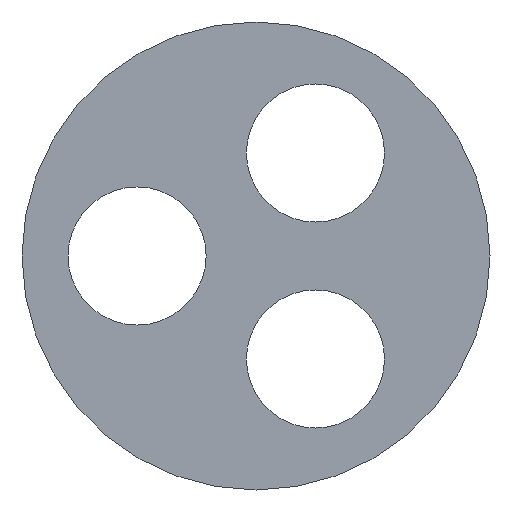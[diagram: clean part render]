
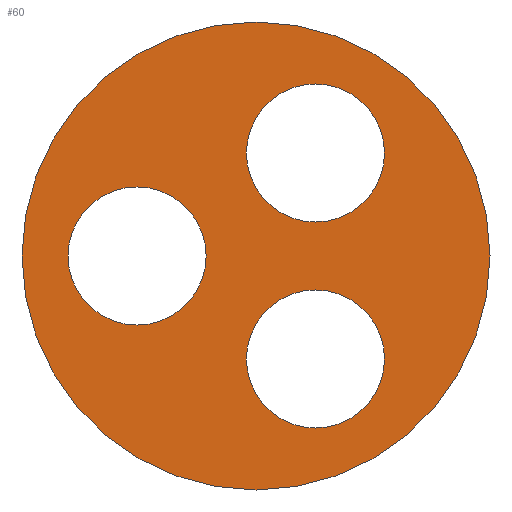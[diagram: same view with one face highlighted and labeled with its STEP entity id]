
A CAD part, left-side view. The second image highlights one B-rep face of the part: STEP entity #60.
In plain terms, the highlighted planar face has unit normal (-1, 0, 0).
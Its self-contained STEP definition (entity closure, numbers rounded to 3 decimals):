
#60 = ADVANCED_FACE( '', ( #144, #145, #146, #147 ), #148, .F. );
#144 = FACE_BOUND( '', #259, .T. );
#145 = FACE_BOUND( '', #260, .T. );
#146 = FACE_BOUND( '', #261, .T. );
#147 = FACE_OUTER_BOUND( '', #262, .T. );
#148 = PLANE( '', #263 );
#259 = EDGE_LOOP( '', ( #375 ) );
#260 = EDGE_LOOP( '', ( #376 ) );
#261 = EDGE_LOOP( '', ( #377 ) );
#262 = EDGE_LOOP( '', ( #378 ) );
#263 = AXIS2_PLACEMENT_3D( '', #379, #380, #381 );
#375 = ORIENTED_EDGE( '', *, *, #657, .T. );
#376 = ORIENTED_EDGE( '', *, *, #655, .T. );
#377 = ORIENTED_EDGE( '', *, *, #658, .T. );
#378 = ORIENTED_EDGE( '', *, *, #659, .F. );
#379 = CARTESIAN_POINT( '', ( 0., 0., 0. ) );
#380 = DIRECTION( '', ( 1., 0., 0. ) );
#381 = DIRECTION( '', ( 0., 0., -1. ) );
#655 = EDGE_CURVE( '', #772, #772, #773, .T. );
#657 = EDGE_CURVE( '', #775, #775, #776, .T. );
#658 = EDGE_CURVE( '', #777, #777, #778, .T. );
#659 = EDGE_CURVE( '', #779, #779, #780, .T. );
#772 = VERTEX_POINT( '', #942 );
#773 = CIRCLE( '', #943, 4.5 );
#775 = VERTEX_POINT( '', #945 );
#776 = CIRCLE( '', #946, 4.5 );
#777 = VERTEX_POINT( '', #947 );
#778 = CIRCLE( '', #948, 4.5 );
#779 = VERTEX_POINT( '', #949 );
#780 = CIRCLE( '', #950, 15.25 );
#942 = CARTESIAN_POINT( '', ( 0., 7.75, -4.5 ) );
#943 = AXIS2_PLACEMENT_3D( '', #1159, #1160, #1161 );
#945 = CARTESIAN_POINT( '', ( 0., -3.875, 2.212 ) );
#946 = AXIS2_PLACEMENT_3D( '', #1162, #1163, #1164 );
#947 = CARTESIAN_POINT( '', ( 0., -3.875, -11.212 ) );
#948 = AXIS2_PLACEMENT_3D( '', #1165, #1166, #1167 );
#949 = CARTESIAN_POINT( '', ( 0., 0., -15.25 ) );
#950 = AXIS2_PLACEMENT_3D( '', #1168, #1169, #1170 );
#1159 = CARTESIAN_POINT( '', ( 0., 7.75, 0. ) );
#1160 = DIRECTION( '', ( 1., 0., 0. ) );
#1161 = DIRECTION( '', ( 0., 0., -1. ) );
#1162 = CARTESIAN_POINT( '', ( 0., -3.875, 6.712 ) );
#1163 = DIRECTION( '', ( 1., 0., 0. ) );
#1164 = DIRECTION( '', ( 0., 0., -1. ) );
#1165 = CARTESIAN_POINT( '', ( 0., -3.875, -6.712 ) );
#1166 = DIRECTION( '', ( 1., 0., 0. ) );
#1167 = DIRECTION( '', ( 0., 0., -1. ) );
#1168 = CARTESIAN_POINT( '', ( 0., 0., 0. ) );
#1169 = DIRECTION( '', ( 1., 0., 0. ) );
#1170 = DIRECTION( '', ( 0., 0., -1. ) );
